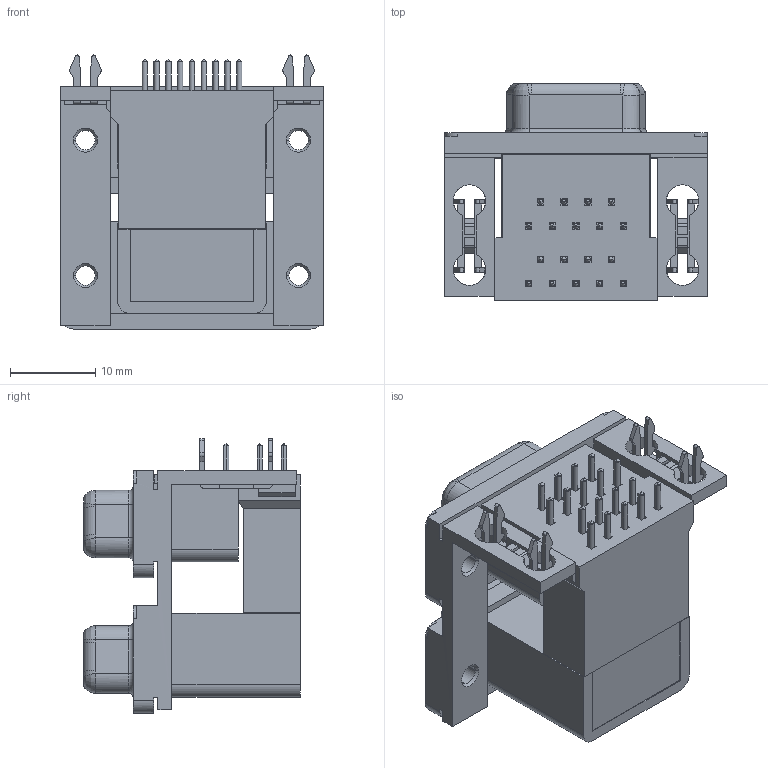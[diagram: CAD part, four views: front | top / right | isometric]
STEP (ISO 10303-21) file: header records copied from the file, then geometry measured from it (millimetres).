
FILE_DESCRIPTION((''),'2;1');
FILE_NAME('H15S-SHELL','2018-08-24T',('gc7'),(''),'PRO/ENGINEER BY PARAMETRIC TECHNOLOGY CORPORATION, 2010480','PRO/ENGINEER BY PARAMETRIC TECHNOLOGY CORPORATION, 2010480','');
FILE_SCHEMA(('CONFIG_CONTROL_DESIGN'));
Products named in the file (1): H15S-SHELL
Bounding box: 30.81 x 25.4 x 32.13 mm (x, y, z)
Volume: 8803.2 mm3; surface area: 13549.5 mm2
Topology: 1 solids, 1 shells, 2067 faces, 5498 edges, 3486 vertices
Faces by surface type: plane 1385, cylinder 496, torus 76, cone 62, bspline 48
Entity records: 66008 total; most frequent: CARTESIAN_POINT 13895, ORIENTED_EDGE 10996, DIRECTION 10702, EDGE_CURVE 5498, VECTOR 4012, LINE 4012, VERTEX_POINT 3494, AXIS2_PLACEMENT_3D 3345
